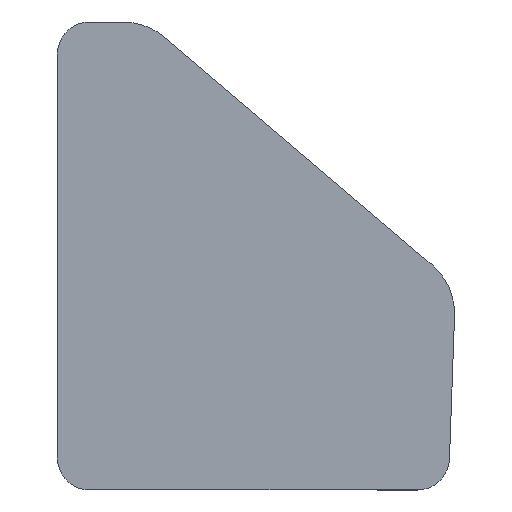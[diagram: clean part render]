
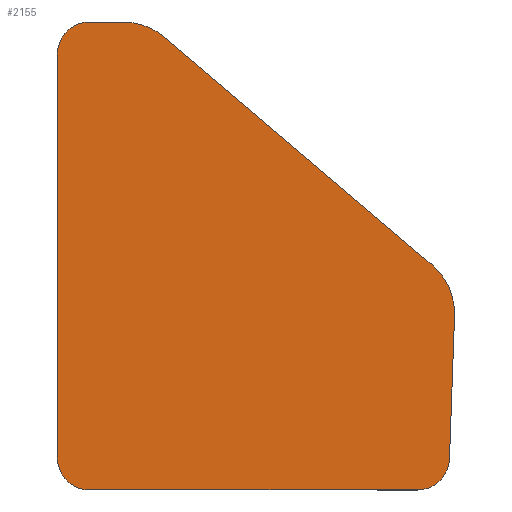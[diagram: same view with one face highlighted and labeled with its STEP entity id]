
A CAD part, left-side view. The second image highlights one B-rep face of the part: STEP entity #2155.
In plain terms, the highlighted planar face has unit normal (-1, 0, 0).
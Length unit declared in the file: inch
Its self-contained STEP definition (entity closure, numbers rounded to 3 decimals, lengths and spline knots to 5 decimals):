
#33 = CIRCLE ( 'NONE', #1947, 2.5 ) ;
#69 = LINE ( 'NONE', #925, #937 ) ;
#78 = ORIENTED_EDGE ( 'NONE', *, *, #1284, .F. ) ;
#81 = DIRECTION ( 'NONE',  ( 0., -0.762, -0.648 ) ) ;
#100 = CARTESIAN_POINT ( 'NONE',  ( -19.75, 18.17226, -46.96752 ) ) ;
#112 = CIRCLE ( 'NONE', #1015, 5. ) ;
#116 = VECTOR ( 'NONE', #2238, 39.37008 ) ;
#122 = CARTESIAN_POINT ( 'NONE',  ( -19.75, 43.74409, -46.96752 ) ) ;
#142 = VERTEX_POINT ( 'NONE', #100 ) ;
#183 = ORIENTED_EDGE ( 'NONE', *, *, #1676, .F. ) ;
#284 = LINE ( 'NONE', #295, #116 ) ;
#295 = CARTESIAN_POINT ( 'NONE',  ( -19.75, 15.75984, -46.96752 ) ) ;
#319 = CARTESIAN_POINT ( 'NONE',  ( -19.75, 43.74409, -12.96962 ) ) ;
#370 = CIRCLE ( 'NONE', #706, 2.5 ) ;
#376 = CARTESIAN_POINT ( 'NONE',  ( -19.75, 46.24409, -12.96962 ) ) ;
#399 = DIRECTION ( 'NONE',  ( 1., 0., 0. ) ) ;
#413 = DIRECTION ( 'NONE',  ( 0., 0., -1. ) ) ;
#490 = DIRECTION ( 'NONE',  ( 1., 0., 0. ) ) ;
#491 = ORIENTED_EDGE ( 'NONE', *, *, #896, .F. ) ;
#498 = LINE ( 'NONE', #1581, #2322 ) ;
#561 = AXIS2_PLACEMENT_3D ( 'NONE', #1184, #1905, #2243 ) ;
#606 = ORIENTED_EDGE ( 'NONE', *, *, #1974, .F. ) ;
#629 = VERTEX_POINT ( 'NONE', #376 ) ;
#654 = DIRECTION ( 'NONE',  ( 0., 0., -1. ) ) ;
#657 = DIRECTION ( 'NONE',  ( 1., 0., 0. ) ) ;
#669 = DIRECTION ( 'NONE',  ( 0., 0.036, -0.999 ) ) ;
#701 = CARTESIAN_POINT ( 'NONE',  ( -19.75, 41.14031, -10.46962 ) ) ;
#706 = AXIS2_PLACEMENT_3D ( 'NONE', #1234, #1247, #1946 ) ;
#734 = DIRECTION ( 'NONE',  ( 0., 0., -1. ) ) ;
#748 = VERTEX_POINT ( 'NONE', #1179 ) ;
#786 = AXIS2_PLACEMENT_3D ( 'NONE', #2180, #1417, #888 ) ;
#828 = EDGE_CURVE ( 'NONE', #629, #748, #1122, .T. ) ;
#844 = VERTEX_POINT ( 'NONE', #122 ) ;
#854 = FACE_OUTER_BOUND ( 'NONE', #1805, .T. ) ;
#880 = VERTEX_POINT ( 'NONE', #1604 ) ;
#888 = DIRECTION ( 'NONE',  ( 0., 0., -1. ) ) ;
#896 = EDGE_CURVE ( 'NONE', #880, #2000, #2244, .T. ) ;
#925 = CARTESIAN_POINT ( 'NONE',  ( -19.75, 39.302, -10.46962 ) ) ;
#937 = VECTOR ( 'NONE', #81, 39.37008 ) ;
#975 = AXIS2_PLACEMENT_3D ( 'NONE', #319, #657, #734 ) ;
#1000 = ORIENTED_EDGE ( 'NONE', *, *, #1737, .F. ) ;
#1015 = AXIS2_PLACEMENT_3D ( 'NONE', #2259, #490, #654 ) ;
#1020 = EDGE_CURVE ( 'NONE', #2063, #142, #33, .T. ) ;
#1050 = VECTOR ( 'NONE', #1335, 39.37008 ) ;
#1122 = CIRCLE ( 'NONE', #975, 2.5 ) ;
#1179 = CARTESIAN_POINT ( 'NONE',  ( -19.75, 43.74409, -10.46962 ) ) ;
#1184 = CARTESIAN_POINT ( 'NONE',  ( -19.75, 20.27242, -33.21269 ) ) ;
#1220 = DIRECTION ( 'NONE',  ( 0., -1., 0. ) ) ;
#1233 = VERTEX_POINT ( 'NONE', #1849 ) ;
#1234 = CARTESIAN_POINT ( 'NONE',  ( -19.75, 43.74409, -44.46752 ) ) ;
#1247 = DIRECTION ( 'NONE',  ( 1., 0., 0. ) ) ;
#1284 = EDGE_CURVE ( 'NONE', #1233, #880, #69, .T. ) ;
#1300 = ORIENTED_EDGE ( 'NONE', *, *, #1020, .F. ) ;
#1335 = DIRECTION ( 'NONE',  ( 0., 0., 1. ) ) ;
#1362 = CARTESIAN_POINT ( 'NONE',  ( -19.75, 15.67385, -44.55663 ) ) ;
#1417 = DIRECTION ( 'NONE',  ( 1., 0., 0. ) ) ;
#1487 = EDGE_CURVE ( 'NONE', #748, #1871, #498, .T. ) ;
#1566 = LINE ( 'NONE', #2272, #2021 ) ;
#1581 = CARTESIAN_POINT ( 'NONE',  ( -19.75, 46.24409, -10.46962 ) ) ;
#1604 = CARTESIAN_POINT ( 'NONE',  ( -19.75, 17.03361, -29.40348 ) ) ;
#1676 = EDGE_CURVE ( 'NONE', #142, #844, #284, .T. ) ;
#1699 = CARTESIAN_POINT ( 'NONE',  ( -19.75, 18.17226, -44.46752 ) ) ;
#1737 = EDGE_CURVE ( 'NONE', #2000, #2063, #1566, .T. ) ;
#1805 = EDGE_LOOP ( 'NONE', ( #78, #2291, #1894, #1913, #2099, #606, #183, #1300, #1000, #491 ) ) ;
#1849 = CARTESIAN_POINT ( 'NONE',  ( -19.75, 37.9015, -11.6604 ) ) ;
#1871 = VERTEX_POINT ( 'NONE', #701 ) ;
#1894 = ORIENTED_EDGE ( 'NONE', *, *, #1487, .F. ) ;
#1895 = CARTESIAN_POINT ( 'NONE',  ( -19.75, 46.24409, -46.96752 ) ) ;
#1905 = DIRECTION ( 'NONE',  ( 1., 0., 0. ) ) ;
#1913 = ORIENTED_EDGE ( 'NONE', *, *, #828, .F. ) ;
#1946 = DIRECTION ( 'NONE',  ( 0., 0., -1. ) ) ;
#1947 = AXIS2_PLACEMENT_3D ( 'NONE', #1699, #399, #413 ) ;
#1974 = EDGE_CURVE ( 'NONE', #844, #2280, #370, .T. ) ;
#2000 = VERTEX_POINT ( 'NONE', #2153 ) ;
#2021 = VECTOR ( 'NONE', #669, 39.37008 ) ;
#2056 = EDGE_CURVE ( 'NONE', #1871, #1233, #112, .T. ) ;
#2063 = VERTEX_POINT ( 'NONE', #1362 ) ;
#2099 = ORIENTED_EDGE ( 'NONE', *, *, #2114, .F. ) ;
#2107 = PLANE ( 'NONE',  #786 ) ;
#2114 = EDGE_CURVE ( 'NONE', #2280, #629, #2223, .T. ) ;
#2153 = CARTESIAN_POINT ( 'NONE',  ( -19.75, 15.27559, -33.39092 ) ) ;
#2155 = ADVANCED_FACE ( 'NONE', ( #854 ), #2107, .F. ) ;
#2180 = CARTESIAN_POINT ( 'NONE',  ( -19.75, 0., 0. ) ) ;
#2223 = LINE ( 'NONE', #1895, #1050 ) ;
#2238 = DIRECTION ( 'NONE',  ( 0., 1., 0. ) ) ;
#2243 = DIRECTION ( 'NONE',  ( 0., 0., -1. ) ) ;
#2244 = CIRCLE ( 'NONE', #561, 5. ) ;
#2259 = CARTESIAN_POINT ( 'NONE',  ( -19.75, 41.14031, -15.46962 ) ) ;
#2272 = CARTESIAN_POINT ( 'NONE',  ( -19.75, 15.1893, -30.97161 ) ) ;
#2280 = VERTEX_POINT ( 'NONE', #2281 ) ;
#2281 = CARTESIAN_POINT ( 'NONE',  ( -19.75, 46.24409, -44.46752 ) ) ;
#2291 = ORIENTED_EDGE ( 'NONE', *, *, #2056, .F. ) ;
#2322 = VECTOR ( 'NONE', #1220, 39.37008 ) ;
